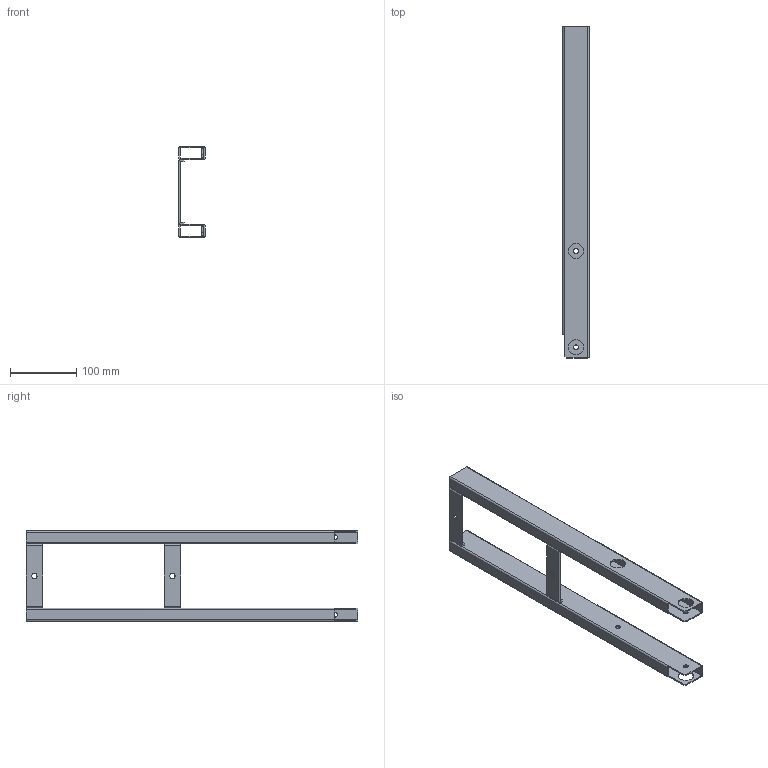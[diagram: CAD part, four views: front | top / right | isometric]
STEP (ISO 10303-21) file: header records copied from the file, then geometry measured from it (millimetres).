
FILE_DESCRIPTION((''),'2;1');
FILE_NAME('JC35TS-0062','2021-01-04T13:17:23',('Administrator'),('捷昌驱动'),'CREO PARAMETRIC BY PTC INC, 2018100','CREO PARAMETRIC BY PTC INC, 2018100','');
FILE_SCHEMA(('CONFIG_CONTROL_DESIGN'));
Length unit declared in the file: millimetre
Products named in the file (1): JC35TS-0062
Bounding box: 40 x 500 x 137 mm (x, y, z)
Volume: 231201.8 mm3; surface area: 226580.7 mm2
Topology: 1 solids, 1 shells, 347 faces, 971 edges, 647 vertices
Faces by surface type: plane 143, extrusion 136, cylinder 68
Entity records: 11755 total; most frequent: CARTESIAN_POINT 3107, ORIENTED_EDGE 1942, DIRECTION 1387, EDGE_CURVE 971, VECTOR 697, VERTEX_POINT 647, LINE 561, B_SPLINE_CURVE_WITH_KNOTS 412
